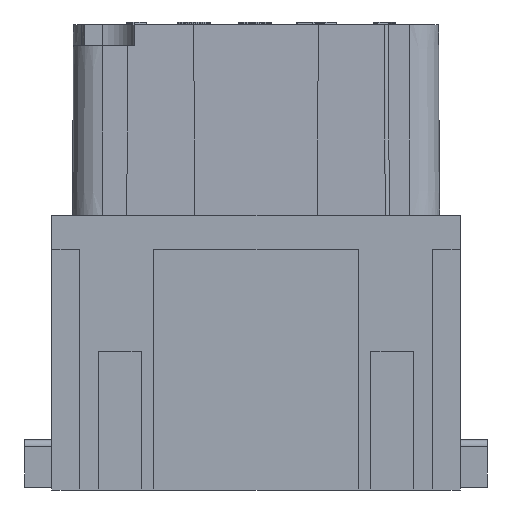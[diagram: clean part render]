
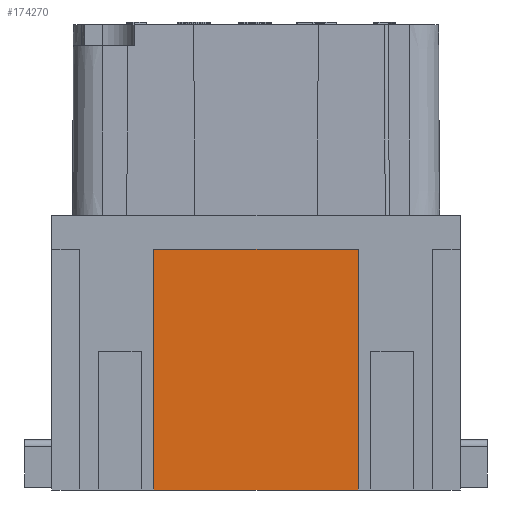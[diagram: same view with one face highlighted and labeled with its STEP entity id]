
A CAD part, left-side view. The second image highlights one B-rep face of the part: STEP entity #174270.
In plain terms, the highlighted face is planar.
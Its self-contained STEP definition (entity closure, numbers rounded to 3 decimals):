
#172540=CARTESIAN_POINT('',(54.888,41.057,-24.5));
#172550=VERTEX_POINT('',#172540);
#172580=CARTESIAN_POINT('',(54.888,41.057,0.));
#172590=DIRECTION('',(0.,0.,-1.));
#172600=VECTOR('',#172590,1.);
#172610=LINE('',#172580,#172600);
#172620=CARTESIAN_POINT('',(54.888,41.057,-9.5));
#172630=VERTEX_POINT('',#172620);
#172640=EDGE_CURVE('',#172630,#172550,#172610,.T.);
#173970=CARTESIAN_POINT('',(54.888,41.057,0.));
#173980=DIRECTION('',(1.,0.,0.));
#173990=DIRECTION('',(0.,0.,-1.));
#174000=AXIS2_PLACEMENT_3D('',#173970,#173980,#173990);
#174010=PLANE('',#174000);
#174020=CARTESIAN_POINT('',(54.888,0.,-24.5));
#174030=DIRECTION('',(0.,-1.,0.));
#174040=VECTOR('',#174030,1.);
#174050=LINE('',#174020,#174040);
#174060=CARTESIAN_POINT('',(54.888,23.357,-24.5));
#174070=VERTEX_POINT('',#174060);
#174080=EDGE_CURVE('',#172550,#174070,#174050,.T.);
#174090=ORIENTED_EDGE('',*,*,#174080,.F.);
#174100=CARTESIAN_POINT('',(54.888,23.357,0.));
#174110=DIRECTION('',(0.,0.,-1.));
#174120=VECTOR('',#174110,1.);
#174130=LINE('',#174100,#174120);
#174140=CARTESIAN_POINT('',(54.888,23.357,-9.5));
#174150=VERTEX_POINT('',#174140);
#174160=EDGE_CURVE('',#174150,#174070,#174130,.T.);
#174170=ORIENTED_EDGE('',*,*,#174160,.T.);
#174180=CARTESIAN_POINT('',(54.888,0.,-9.5));
#174190=DIRECTION('',(0.,-1.,0.));
#174200=VECTOR('',#174190,1.);
#174210=LINE('',#174180,#174200);
#174220=EDGE_CURVE('',#172630,#174150,#174210,.T.);
#174230=ORIENTED_EDGE('',*,*,#174220,.T.);
#174240=ORIENTED_EDGE('',*,*,#172640,.F.);
#174250=EDGE_LOOP('',(#174240,#174230,#174170,#174090));
#174260=FACE_OUTER_BOUND('',#174250,.T.);
#174270=ADVANCED_FACE('',(#174260),#174010,.T.);
